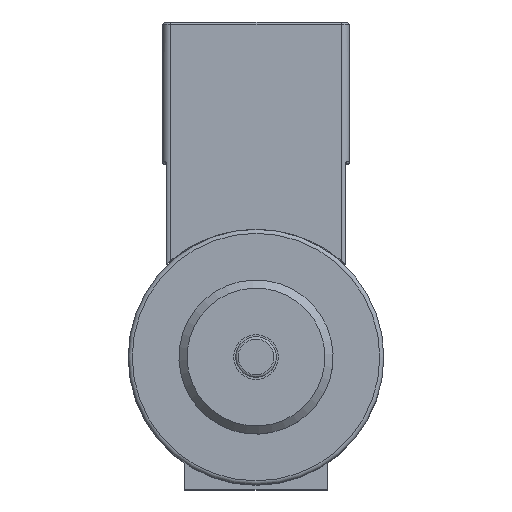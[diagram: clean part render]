
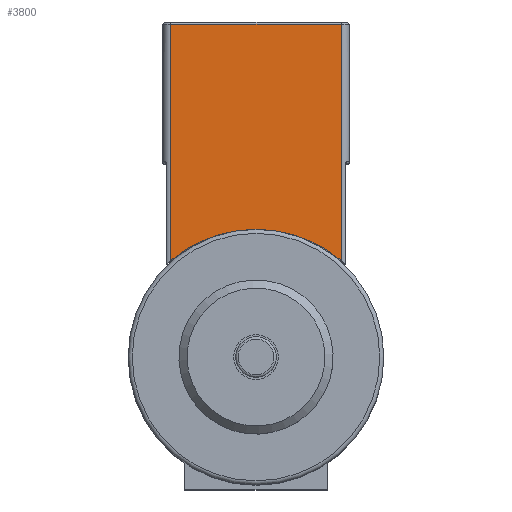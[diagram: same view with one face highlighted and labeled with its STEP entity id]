
A CAD part, top view. The second image highlights one B-rep face of the part: STEP entity #3800.
In plain terms, the highlighted planar face has unit normal (0, 0, 1).
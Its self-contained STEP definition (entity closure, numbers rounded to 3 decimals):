
#223=LINE('',#7011,#409);
#257=LINE('',#7136,#443);
#259=LINE('',#7152,#445);
#409=VECTOR('',#4763,42.);
#443=VECTOR('',#4849,58.296);
#445=VECTOR('',#4855,58.296);
#912=PLANE('',#4121);
#1121=FACE_OUTER_BOUND('',#1370,.T.);
#1370=EDGE_LOOP('',(#3182,#3183,#3184,#3185,#3186));
#1547=CIRCLE('',#4082,32.5);
#1561=CIRCLE('',#4116,32.5);
#1818=VERTEX_POINT('',#6945);
#1823=VERTEX_POINT('',#6969);
#1834=VERTEX_POINT('',#7001);
#1836=VERTEX_POINT('',#7009);
#1864=VERTEX_POINT('',#7098);
#2263=EDGE_CURVE('',#1818,#1823,#1547,.T.);
#2280=EDGE_CURVE('',#1834,#1836,#223,.T.);
#2320=EDGE_CURVE('',#1864,#1818,#1561,.T.);
#2329=EDGE_CURVE('',#1834,#1864,#257,.T.);
#2333=EDGE_CURVE('',#1836,#1823,#259,.T.);
#3182=ORIENTED_EDGE('',*,*,#2320,.T.);
#3183=ORIENTED_EDGE('',*,*,#2263,.T.);
#3184=ORIENTED_EDGE('',*,*,#2333,.F.);
#3185=ORIENTED_EDGE('',*,*,#2280,.F.);
#3186=ORIENTED_EDGE('',*,*,#2329,.T.);
#3800=ADVANCED_FACE('',(#1121),#912,.T.);
#4082=AXIS2_PLACEMENT_3D('',#6976,#4729,#4730);
#4116=AXIS2_PLACEMENT_3D('',#7099,#4837,#4838);
#4121=AXIS2_PLACEMENT_3D('',#7151,#4853,#4854);
#4729=DIRECTION('center_axis',(0.,0.,
-1.));
#4730=DIRECTION('ref_axis',(0.,-1.,0.));
#4763=DIRECTION('',(1.,0.,0.));
#4837=DIRECTION('center_axis',(0.,0.,
-1.));
#4838=DIRECTION('ref_axis',(0.,-1.,0.));
#4849=DIRECTION('',(0.,-1.,0.));
#4853=DIRECTION('center_axis',(0.,0.,
1.));
#4854=DIRECTION('ref_axis',(0.,1.,0.));
#4855=DIRECTION('',(0.,-1.,0.));
#6945=CARTESIAN_POINT('',(0.,31.5,143.2));
#6969=CARTESIAN_POINT('',(21.,23.804,143.2));
#6976=CARTESIAN_POINT('Origin',(0.,-1.,
143.2));
#7001=CARTESIAN_POINT('',(-21.,82.1,143.2));
#7009=CARTESIAN_POINT('',(21.,82.1,143.2));
#7011=CARTESIAN_POINT('',(-10.5,82.1,143.2));
#7098=CARTESIAN_POINT('',(-21.,23.804,143.2));
#7099=CARTESIAN_POINT('Origin',(0.,-1.,
143.2));
#7136=CARTESIAN_POINT('',(-21.,82.6,143.2));
#7151=CARTESIAN_POINT('Origin',(22.,13.6,143.2));
#7152=CARTESIAN_POINT('',(21.,82.6,143.2));
